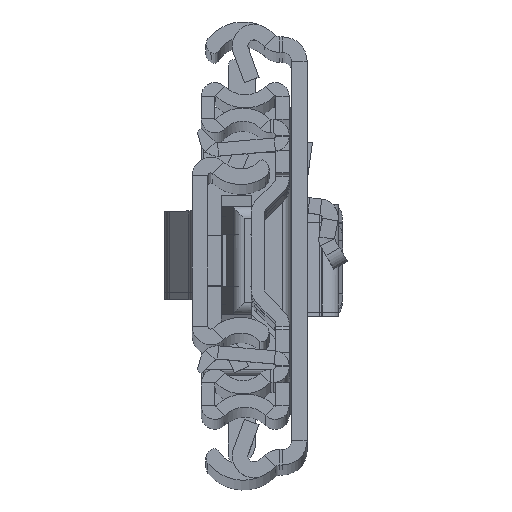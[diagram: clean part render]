
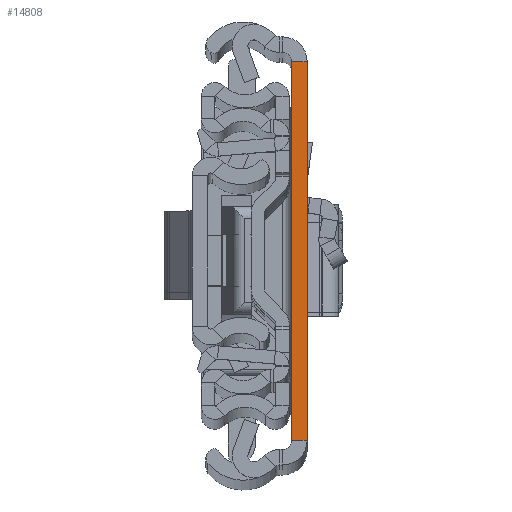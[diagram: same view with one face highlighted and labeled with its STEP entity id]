
A CAD part, top view. The second image highlights one B-rep face of the part: STEP entity #14808.
In plain terms, the highlighted planar face has unit normal (0, 0, 1).
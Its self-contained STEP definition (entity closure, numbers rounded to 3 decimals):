
#456 = CARTESIAN_POINT ( 'NONE',  ( 2.6, -31.5, 0. ) ) ;
#616 = CARTESIAN_POINT ( 'NONE',  ( 2.6, 31.5, 0. ) ) ;
#971 = CARTESIAN_POINT ( 'NONE',  ( 0., -31.5, 0. ) ) ;
#1795 = CARTESIAN_POINT ( 'NONE',  ( 2.6, 31.5, 0. ) ) ;
#2174 = CARTESIAN_POINT ( 'NONE',  ( 0., 31.5, 0. ) ) ;
#3017 = DIRECTION ( 'NONE',  ( 0., 0., -1. ) ) ;
#3867 = DIRECTION ( 'NONE',  ( 0., 1., 0. ) ) ;
#4708 = VERTEX_POINT ( 'NONE', #616 ) ;
#4822 = VECTOR ( 'NONE', #13074, 1000. ) ;
#4896 = CARTESIAN_POINT ( 'NONE',  ( 2.6, -31.5, 0. ) ) ;
#5090 = ORIENTED_EDGE ( 'NONE', *, *, #17438, .T. ) ;
#5397 = ORIENTED_EDGE ( 'NONE', *, *, #9853, .F. ) ;
#6345 = VERTEX_POINT ( 'NONE', #971 ) ;
#7425 = PLANE ( 'NONE',  #15941 ) ;
#7582 = CARTESIAN_POINT ( 'NONE',  ( 2.6, -31.5, 0. ) ) ;
#7665 = EDGE_CURVE ( 'NONE', #6345, #12461, #11628, .T. ) ;
#9561 = ORIENTED_EDGE ( 'NONE', *, *, #10354, .T. ) ;
#9738 = LINE ( 'NONE', #456, #12249 ) ;
#9853 = EDGE_CURVE ( 'NONE', #12461, #4708, #10668, .T. ) ;
#10354 = EDGE_CURVE ( 'NONE', #6345, #17377, #13892, .T. ) ;
#10668 = LINE ( 'NONE', #1795, #12369 ) ;
#10966 = DIRECTION ( 'NONE',  ( 1., 0., 0. ) ) ;
#11628 = LINE ( 'NONE', #11730, #4822 ) ;
#11730 = CARTESIAN_POINT ( 'NONE',  ( 0., -31.5, 0. ) ) ;
#11923 = ORIENTED_EDGE ( 'NONE', *, *, #7665, .F. ) ;
#12249 = VECTOR ( 'NONE', #3867, 1000. ) ;
#12369 = VECTOR ( 'NONE', #13897, 1000. ) ;
#12461 = VERTEX_POINT ( 'NONE', #2174 ) ;
#13074 = DIRECTION ( 'NONE',  ( 0., 1., 0. ) ) ;
#13892 = LINE ( 'NONE', #4896, #17623 ) ;
#13897 = DIRECTION ( 'NONE',  ( 1., 0., 0. ) ) ;
#14808 = ADVANCED_FACE ( 'NONE', ( #16775 ), #7425, .F. ) ;
#15115 = CARTESIAN_POINT ( 'NONE',  ( 2.6, -31.5, 0. ) ) ;
#15941 = AXIS2_PLACEMENT_3D ( 'NONE', #15115, #3017, #18165 ) ;
#16775 = FACE_OUTER_BOUND ( 'NONE', #18465, .T. ) ;
#17377 = VERTEX_POINT ( 'NONE', #7582 ) ;
#17438 = EDGE_CURVE ( 'NONE', #17377, #4708, #9738, .T. ) ;
#17623 = VECTOR ( 'NONE', #10966, 1000. ) ;
#18165 = DIRECTION ( 'NONE',  ( 0., 1., 0. ) ) ;
#18465 = EDGE_LOOP ( 'NONE', ( #5397, #11923, #9561, #5090 ) ) ;
